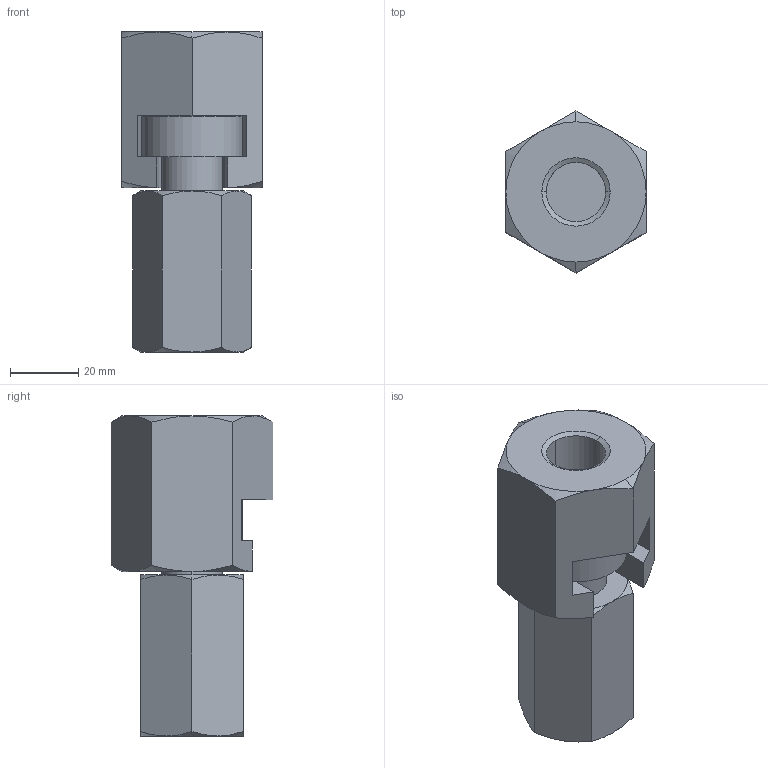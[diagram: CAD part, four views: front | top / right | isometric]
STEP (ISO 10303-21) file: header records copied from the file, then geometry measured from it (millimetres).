
FILE_DESCRIPTION(('STEP AP214'),'1');
FILE_NAME(' ',' ',('TraceParts'),('TraceParts S.A.'),'XStep 1.0',' ',' ');
FILE_SCHEMA(('automotive_design'));
Length unit declared in the file: millimetre
Products named in the file (2): 1; 2
Bounding box: 41 x 47.34 x 93.6 mm (x, y, z)
Volume: 83464.9 mm3; surface area: 22306.8 mm2
Topology: 2 solids, 2 shells, 75 faces, 173 edges, 104 vertices
Faces by surface type: cone 36, plane 25, cylinder 14
Entity records: 4069 total; most frequent: CARTESIAN_POINT 448, STYLED_ITEM 352, PRESENTATION_STYLE_ASSIGNMENT 352, COLOUR_RGB 352, DIRECTION 343, ORIENTED_EDGE 342, EDGE_CURVE 171, CURVE_STYLE 171
